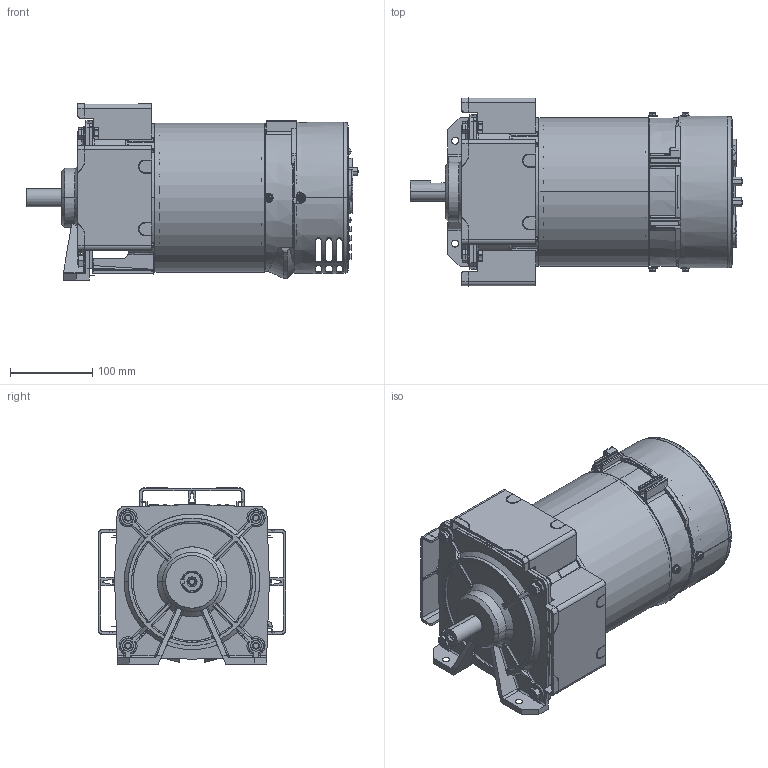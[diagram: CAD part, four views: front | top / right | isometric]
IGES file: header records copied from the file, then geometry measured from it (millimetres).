
Start section: SolidWorks IGES file using analytic representation for surfaces
Global section: file name: 61685-014 IGS TB4800_A.IGS; native system: SolidWorks 2017; preprocessor: SolidWorks 2017; author: felixm; date: 180126.081840; units: inch
Bounding box: 403.71 x 228.44 x 214.22 mm (x, y, z)
Surface area: 550007.7 mm2 (no closed solid volume)
Topology: 0 solids, 0 shells, 1451 faces, 22470 edges, 22433 vertices
Faces by surface type: bspline 856, revolution 595
